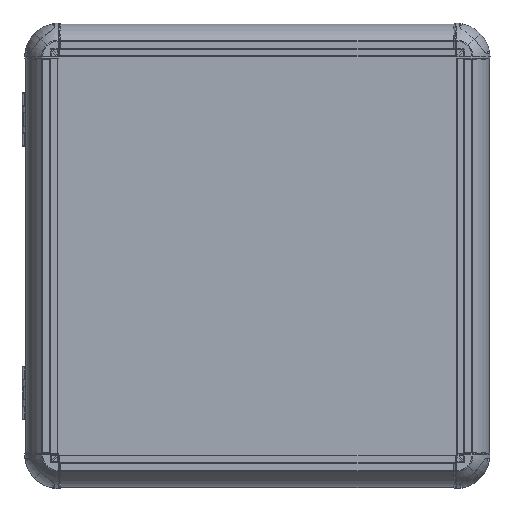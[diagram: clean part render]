
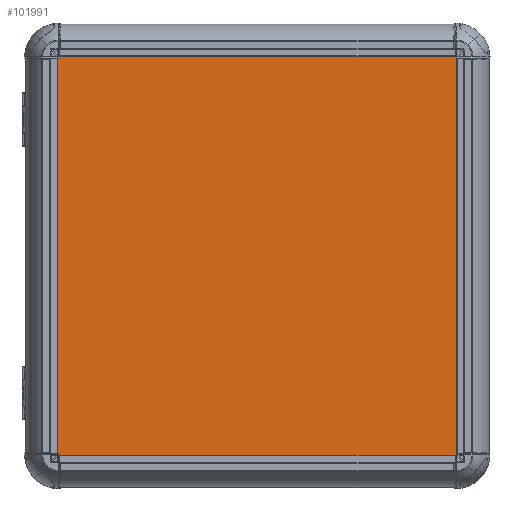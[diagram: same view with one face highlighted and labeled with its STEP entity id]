
A CAD part, top view. The second image highlights one B-rep face of the part: STEP entity #101991.
In plain terms, the highlighted planar face has unit normal (0, 0, 1).
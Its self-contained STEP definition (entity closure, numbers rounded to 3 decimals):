
#355 = DIRECTION ( 'NONE',  ( 0., 1., 0. ) ) ;
#4669 = VECTOR ( 'NONE', #82492, 1000. ) ;
#5777 = DIRECTION ( 'NONE',  ( -1., 0., 0. ) ) ;
#5857 = CARTESIAN_POINT ( 'NONE',  ( 0., 0., 2. ) ) ;
#7570 = EDGE_CURVE ( 'NONE', #86900, #107700, #32124, .T. ) ;
#12121 = ORIENTED_EDGE ( 'NONE', *, *, #44047, .T. ) ;
#13794 = CARTESIAN_POINT ( 'NONE',  ( -150., 150., 2. ) ) ;
#21522 = EDGE_CURVE ( 'NONE', #107700, #127201, #48470, .T. ) ;
#26536 = VECTOR ( 'NONE', #97169, 1000. ) ;
#30667 = VECTOR ( 'NONE', #355, 1000. ) ;
#32124 = LINE ( 'NONE', #80815, #130944 ) ;
#34690 = EDGE_CURVE ( 'NONE', #136745, #86900, #146258, .T. ) ;
#40286 = CARTESIAN_POINT ( 'NONE',  ( 150., 150., 2. ) ) ;
#42587 = DIRECTION ( 'NONE',  ( 1., 0., 0. ) ) ;
#43104 = AXIS2_PLACEMENT_3D ( 'NONE', #5857, #76142, #42587 ) ;
#44047 = EDGE_CURVE ( 'NONE', #127201, #136745, #57705, .T. ) ;
#48470 = LINE ( 'NONE', #133723, #26536 ) ;
#57705 = LINE ( 'NONE', #119817, #4669 ) ;
#66521 = PLANE ( 'NONE',  #43104 ) ;
#73517 = ORIENTED_EDGE ( 'NONE', *, *, #7570, .T. ) ;
#76142 = DIRECTION ( 'NONE',  ( 0., 0., 1. ) ) ;
#80815 = CARTESIAN_POINT ( 'NONE',  ( -150., 150., 2. ) ) ;
#82492 = DIRECTION ( 'NONE',  ( 1., 0., 0. ) ) ;
#86900 = VERTEX_POINT ( 'NONE', #40286 ) ;
#93792 = ORIENTED_EDGE ( 'NONE', *, *, #21522, .T. ) ;
#97169 = DIRECTION ( 'NONE',  ( 0., -1., 0. ) ) ;
#101991 = ADVANCED_FACE ( 'NONE', ( #150850 ), #66521, .T. ) ;
#107700 = VERTEX_POINT ( 'NONE', #13794 ) ;
#118024 = CARTESIAN_POINT ( 'NONE',  ( 150., -150., 2. ) ) ;
#119817 = CARTESIAN_POINT ( 'NONE',  ( -150., -150., 2. ) ) ;
#123915 = CARTESIAN_POINT ( 'NONE',  ( 150., 150., 2. ) ) ;
#127201 = VERTEX_POINT ( 'NONE', #139599 ) ;
#130944 = VECTOR ( 'NONE', #5777, 1000. ) ;
#133023 = EDGE_LOOP ( 'NONE', ( #154828, #73517, #93792, #12121 ) ) ;
#133723 = CARTESIAN_POINT ( 'NONE',  ( -150., 150., 2. ) ) ;
#136745 = VERTEX_POINT ( 'NONE', #118024 ) ;
#139599 = CARTESIAN_POINT ( 'NONE',  ( -150., -150., 2. ) ) ;
#146258 = LINE ( 'NONE', #123915, #30667 ) ;
#150850 = FACE_OUTER_BOUND ( 'NONE', #133023, .T. ) ;
#154828 = ORIENTED_EDGE ( 'NONE', *, *, #34690, .T. ) ;
